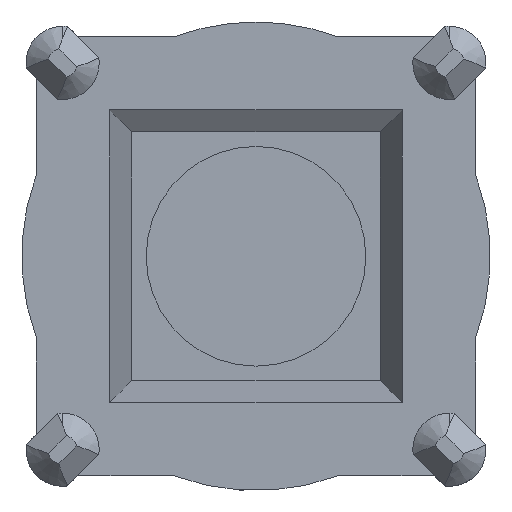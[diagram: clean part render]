
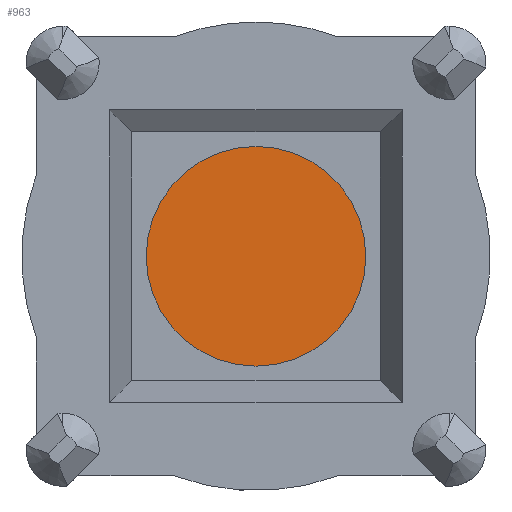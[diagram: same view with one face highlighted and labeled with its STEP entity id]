
A CAD part, front view. The second image highlights one B-rep face of the part: STEP entity #963.
In plain terms, the highlighted planar face has unit normal (0, -1, 0).
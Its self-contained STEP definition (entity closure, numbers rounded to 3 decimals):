
#905 = VERTEX_POINT ( 'NONE', #2555 ) ;
#907 = EDGE_CURVE ( 'NONE', #905, #908, #2554, .T. ) ;
#908 = VERTEX_POINT ( 'NONE', #2549 ) ;
#958 = EDGE_LOOP ( 'NONE', ( #960, #961 ) ) ;
#960 = ORIENTED_EDGE ( 'NONE', *, *, #1091, .F. ) ;
#961 = ORIENTED_EDGE ( 'NONE', *, *, #907, .F. ) ;
#963 = ADVANCED_FACE ( 'NONE', ( #2688 ), #2693, .F. ) ;
#1091 = EDGE_CURVE ( 'NONE', #908, #905, #2771, .T. ) ;
#2549 = CARTESIAN_POINT ( 'NONE',  ( 0., 0., -2.525 ) ) ;
#2550 = DIRECTION ( 'NONE',  ( 0., 0., 1. ) ) ;
#2551 = DIRECTION ( 'NONE',  ( 0., 1., 0. ) ) ;
#2552 = CARTESIAN_POINT ( 'NONE',  ( 0., 0., 0. ) ) ;
#2553 = AXIS2_PLACEMENT_3D ( 'NONE', #2552, #2551, #2550 ) ;
#2554 = CIRCLE ( 'NONE', #2553, 2.525 ) ;
#2555 = CARTESIAN_POINT ( 'NONE',  ( 0., 0., 2.525 ) ) ;
#2688 = FACE_OUTER_BOUND ( 'NONE', #958, .T. ) ;
#2693 = PLANE ( 'NONE',  #2761 ) ;
#2701 = DIRECTION ( 'NONE',  ( 0., 0., 1. ) ) ;
#2707 = DIRECTION ( 'NONE',  ( 0., 1., 0. ) ) ;
#2732 = CARTESIAN_POINT ( 'NONE',  ( 0., 0., 0. ) ) ;
#2761 = AXIS2_PLACEMENT_3D ( 'NONE', #2732, #2707, #2701 ) ;
#2767 = DIRECTION ( 'NONE',  ( 0., 0., 1. ) ) ;
#2768 = DIRECTION ( 'NONE',  ( 0., 1., 0. ) ) ;
#2769 = CARTESIAN_POINT ( 'NONE',  ( 0., 0., 0. ) ) ;
#2770 = AXIS2_PLACEMENT_3D ( 'NONE', #2769, #2768, #2767 ) ;
#2771 = CIRCLE ( 'NONE', #2770, 2.525 ) ;
